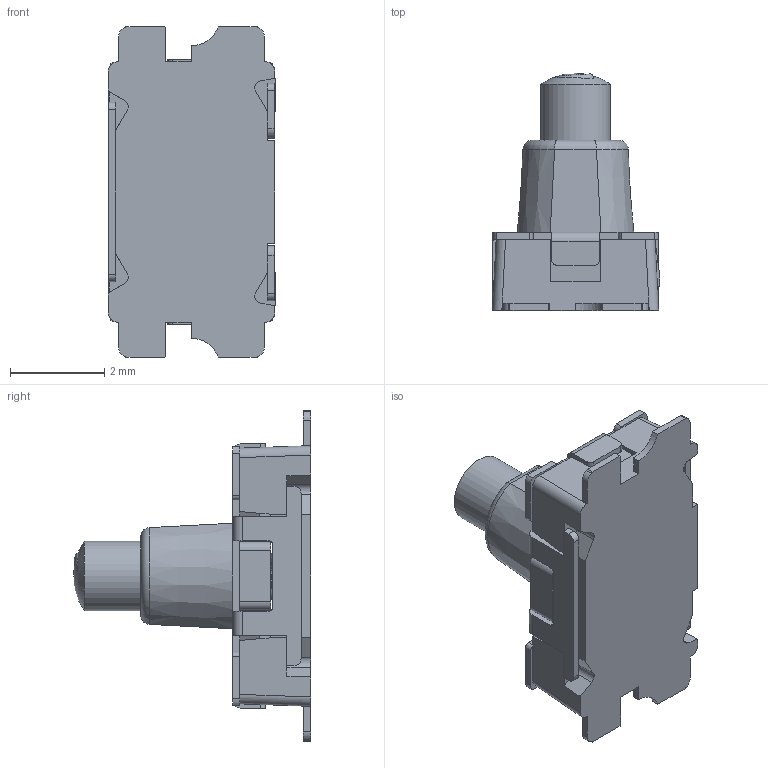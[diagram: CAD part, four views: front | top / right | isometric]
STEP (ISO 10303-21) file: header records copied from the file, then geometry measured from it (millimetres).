
FILE_DESCRIPTION( ( 'STEP AP214' ), ' ' );
FILE_NAME( 'psolqas0932182623.stp', '2017-11-15T08:32:18', ( '' ), ( '' ), ' ', 'PARTsolutions', ' ' );
FILE_SCHEMA( ( 'AUTOMOTIVE_DESIGN { 1 0 10303 214 1 1 1 1 }' ) );
Length unit declared in the file: metre
Products named in the file (1): 1
Bounding box: 3.54 x 5.02 x 7 mm (x, y, z)
Volume: 33.5 mm3; surface area: 175.4 mm2
Topology: 1 solids, 1 shells, 339 faces, 983 edges, 647 vertices
Faces by surface type: plane 236, cylinder 90, bspline 7, cone 3, torus 2, sphere 1
Full cylindrical faces by diameter (mm): 1.47 x1, 1.55 x1, 1.85 x1
Entity records: 12672 total; most frequent: CARTESIAN_POINT 3772, ORIENTED_EDGE 1948, DIRECTION 1716, EDGE_CURVE 974, LINE 754, VECTOR 754, VERTEX_POINT 644, AXIS2_PLACEMENT_3D 481
